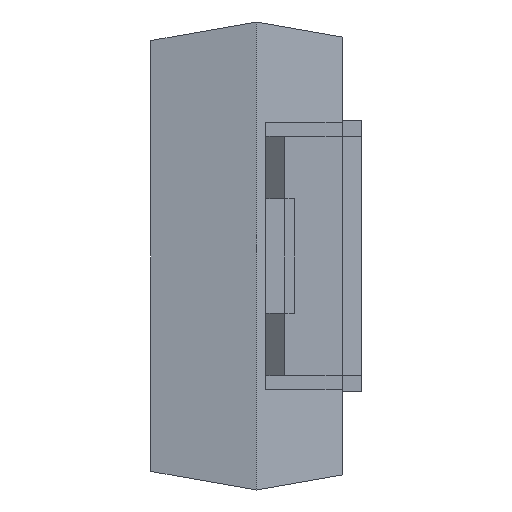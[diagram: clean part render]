
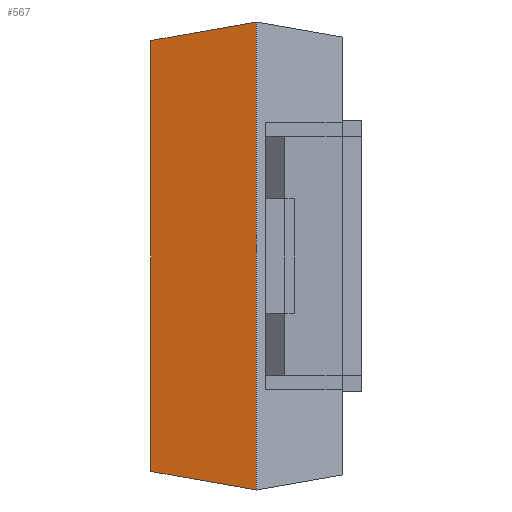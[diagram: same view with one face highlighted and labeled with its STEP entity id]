
A CAD part, left-side view. The second image highlights one B-rep face of the part: STEP entity #567.
In plain terms, the highlighted planar face has unit normal (-0.985, 0.174, 0).
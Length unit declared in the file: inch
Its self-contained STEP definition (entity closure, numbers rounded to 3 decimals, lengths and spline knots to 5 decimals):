
#109 = CARTESIAN_POINT ( 'NONE',  ( 0., 0.055, 0.12244 ) ) ;
#126 = CARTESIAN_POINT ( 'NONE',  ( 0.0097, 0.11, -0.11274 ) ) ;
#314 = EDGE_CURVE ( 'NONE', #464, #315, #1222, .T. ) ;
#315 = VERTEX_POINT ( 'NONE', #1218 ) ;
#442 = VERTEX_POINT ( 'NONE', #109 ) ;
#464 = VERTEX_POINT ( 'NONE', #126 ) ;
#560 = VERTEX_POINT ( 'NONE', #1546 ) ;
#567 = ADVANCED_FACE ( 'NONE', ( #1536 ), #1578, .T. ) ;
#640 = EDGE_CURVE ( 'NONE', #560, #442, #1823, .T. ) ;
#748 = EDGE_CURVE ( 'NONE', #442, #315, #2118, .T. ) ;
#789 = EDGE_LOOP ( 'NONE', ( #899, #881, #866, #841 ) ) ;
#841 = ORIENTED_EDGE ( 'NONE', *, *, #640, .T. ) ;
#866 = ORIENTED_EDGE ( 'NONE', *, *, #882, .F. ) ;
#881 = ORIENTED_EDGE ( 'NONE', *, *, #314, .F. ) ;
#882 = EDGE_CURVE ( 'NONE', #560, #464, #2319, .T. ) ;
#899 = ORIENTED_EDGE ( 'NONE', *, *, #748, .T. ) ;
#1218 = CARTESIAN_POINT ( 'NONE',  ( 0.0097, 0.11, 0.11274 ) ) ;
#1219 = DIRECTION ( 'NONE',  ( 0., 0., 1. ) ) ;
#1220 = VECTOR ( 'NONE', #1219, 39.37008 ) ;
#1221 = CARTESIAN_POINT ( 'NONE',  ( 0.0097, 0.11, 0.12244 ) ) ;
#1222 = LINE ( 'NONE', #1221, #1220 ) ;
#1536 = FACE_OUTER_BOUND ( 'NONE', #789, .T. ) ;
#1546 = CARTESIAN_POINT ( 'NONE',  ( 0., 0.055, -0.12244 ) ) ;
#1572 = DIRECTION ( 'NONE',  ( -0.174, -0.985, 0. ) ) ;
#1573 = DIRECTION ( 'NONE',  ( -0.985, 0.174, 0. ) ) ;
#1574 = CARTESIAN_POINT ( 'NONE',  ( 0.0097, 0.11, -0.12244 ) ) ;
#1575 = AXIS2_PLACEMENT_3D ( 'NONE', #1574, #1573, #1572 ) ;
#1578 = PLANE ( 'NONE',  #1575 ) ;
#1819 = DIRECTION ( 'NONE',  ( 0., 0., 1. ) ) ;
#1820 = VECTOR ( 'NONE', #1819, 39.37008 ) ;
#1821 = CARTESIAN_POINT ( 'NONE',  ( 0., 0.055, 0.12244 ) ) ;
#1823 = LINE ( 'NONE', #1821, #1820 ) ;
#2115 = DIRECTION ( 'NONE',  ( 0.171, 0.97, -0.171 ) ) ;
#2116 = VECTOR ( 'NONE', #2115, 39.37008 ) ;
#2117 = CARTESIAN_POINT ( 'NONE',  ( 0.01658, 0.14904, 0.10586 ) ) ;
#2118 = LINE ( 'NONE', #2117, #2116 ) ;
#2311 = DIRECTION ( 'NONE',  ( 0.171, 0.97, 0.171 ) ) ;
#2312 = VECTOR ( 'NONE', #2311, 39.37008 ) ;
#2313 = CARTESIAN_POINT ( 'NONE',  ( 0.00941, 0.10839, -0.11303 ) ) ;
#2319 = LINE ( 'NONE', #2313, #2312 ) ;
